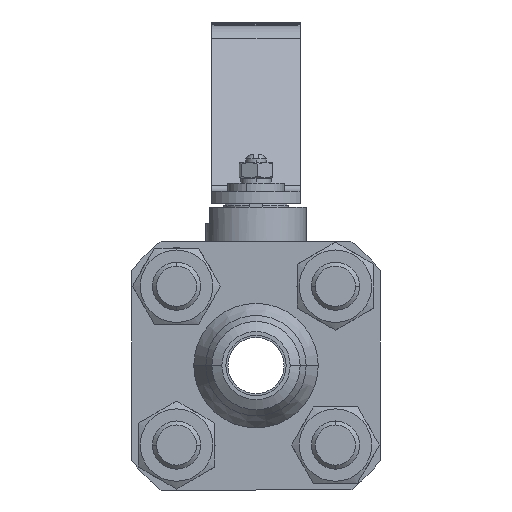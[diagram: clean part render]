
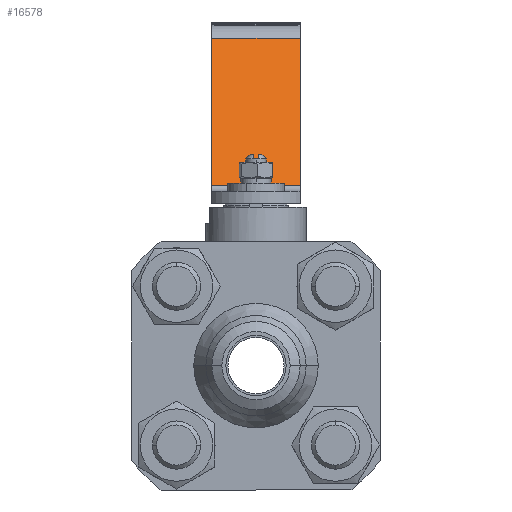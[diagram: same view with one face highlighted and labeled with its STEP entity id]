
A CAD part, left-side view. The second image highlights one B-rep face of the part: STEP entity #16578.
In plain terms, the highlighted planar face has unit normal (-0.866, 0, 0.5).
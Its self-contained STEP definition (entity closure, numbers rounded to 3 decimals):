
#16382=CARTESIAN_POINT('',(39.786,11.,81.636));
#16383=VERTEX_POINT('',#16382);
#16391=CARTESIAN_POINT('',(39.786,-11.,81.636));
#16392=VERTEX_POINT('',#16391);
#16393=CARTESIAN_POINT('',(39.786,-11.,81.636));
#16394=DIRECTION('',(0.0,1.0,0.0));
#16395=VECTOR('',#16394,22.0);
#16396=LINE('',#16393,#16395);
#16397=EDGE_CURVE('',#16392,#16383,#16396,.T.);
#16478=CARTESIAN_POINT('',(18.634,11.,45.));
#16479=VERTEX_POINT('',#16478);
#16480=CARTESIAN_POINT('',(18.634,-11.,45.));
#16481=VERTEX_POINT('',#16480);
#16482=CARTESIAN_POINT('',(18.634,11.,45.));
#16483=DIRECTION('',(0.0,-1.0,0.0));
#16484=VECTOR('',#16483,22.0);
#16485=LINE('',#16482,#16484);
#16486=EDGE_CURVE('',#16479,#16481,#16485,.T.);
#16557=CARTESIAN_POINT('',(28.777,0.,62.568));
#16558=DIRECTION('',(-0.866,0.,0.5));
#16559=DIRECTION('',(0.5,0.,0.866));
#16560=AXIS2_PLACEMENT_3D('',#16557,#16558,#16559);
#16561=PLANE('',#16560);
#16562=ORIENTED_EDGE('',*,*,#16397,.T.);
#16563=CARTESIAN_POINT('',(18.634,11.,45.));
#16564=DIRECTION('',(0.5,0.,0.866));
#16565=VECTOR('',#16564,42.304);
#16566=LINE('',#16563,#16565);
#16567=EDGE_CURVE('',#16479,#16383,#16566,.T.);
#16568=ORIENTED_EDGE('',*,*,#16567,.F.);
#16569=ORIENTED_EDGE('',*,*,#16486,.T.);
#16570=CARTESIAN_POINT('',(39.786,-11.,81.636));
#16571=DIRECTION('',(-0.5,0.,-0.866));
#16572=VECTOR('',#16571,42.304);
#16573=LINE('',#16570,#16572);
#16574=EDGE_CURVE('',#16392,#16481,#16573,.T.);
#16575=ORIENTED_EDGE('',*,*,#16574,.F.);
#16576=EDGE_LOOP('',(#16562,#16568,#16569,#16575));
#16577=FACE_OUTER_BOUND('',#16576,.T.);
#16578=ADVANCED_FACE('',(#16577),#16561,.T.);
